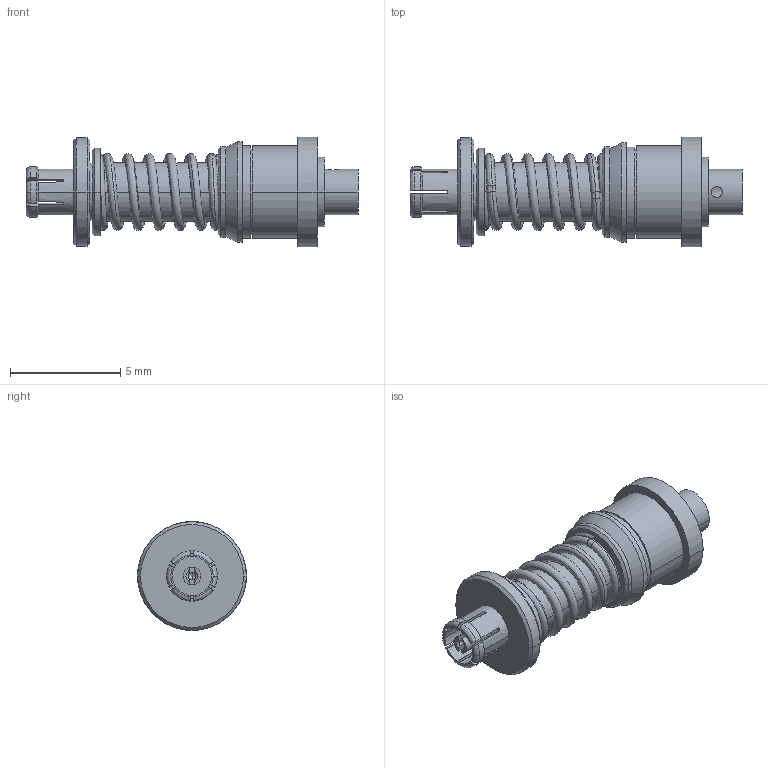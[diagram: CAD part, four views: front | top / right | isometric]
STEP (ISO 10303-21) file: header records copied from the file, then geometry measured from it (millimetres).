
FILE_DESCRIPTION (( 'STEP AP214' ), '1' );
FILE_NAME ('FMCN49817_3D.step', '2025-01-08T20:10:15', ( '' ), ( '' ), 'SwSTEP 2.0', 'SolidWorks 2022', '' );
FILE_SCHEMA (( 'AUTOMOTIVE_DESIGN' ));
Length unit declared in the file: foot
Products named in the file (7): SMPM Female VITA 67.3 Backplane Contact for .047 Cable(006-SC3H0N-NS)5.stp; SMPM Female VITA 67.3 Backplane Contact for .047 Cable(006-SC3H0N-NS)4.stp; SMPM Female VITA 67.3 Backplane Contact for .047 Cable(006-SC3H0N-NS).stp; SMPM Female VITA 67.3 Backplane Contact for .047 Cable(006-SC3H0N-NS)2.stp; FMCN49817_3D; SMPM Female VITA 67.3 Backplane Contact for .047 Cable(006-SC3H0N-NS)3.stp; SMPM Female VITA 67.3 Backplane Contact for .047 Cable(006-SC3H0N-NS)1.stp
Assembly tree (6 placements, depth 3):
  FMCN49817_3D
    SMPM Female VITA 67.3 Backplane Contact for .047 Cable(006-SC3H0N-NS).stp
      SMPM Female VITA 67.3 Backplane Contact for .047 Cable(006-SC3H0N-NS)1.stp
      SMPM Female VITA 67.3 Backplane Contact for .047 Cable(006-SC3H0N-NS)2.stp
      SMPM Female VITA 67.3 Backplane Contact for .047 Cable(006-SC3H0N-NS)3.stp
      SMPM Female VITA 67.3 Backplane Contact for .047 Cable(006-SC3H0N-NS)4.stp
      SMPM Female VITA 67.3 Backplane Contact for .047 Cable(006-SC3H0N-NS)5.stp
Bounding box: 15.06 x 4.95 x 4.95 mm (x, y, z)
Volume: 111.8 mm3; surface area: 448.9 mm2
Topology: 5 solids, 5 shells, 144 faces, 348 edges, 222 vertices
Faces by surface type: plane 57, cylinder 42, bspline 26, cone 17, torus 2
Entity records: 9532 total; most frequent: CARTESIAN_POINT 5676, ORIENTED_EDGE 692, DIRECTION 661, EDGE_CURVE 346, AXIS2_PLACEMENT_3D 271, VERTEX_POINT 222, EDGE_LOOP 158, FACE_OUTER_BOUND 144
